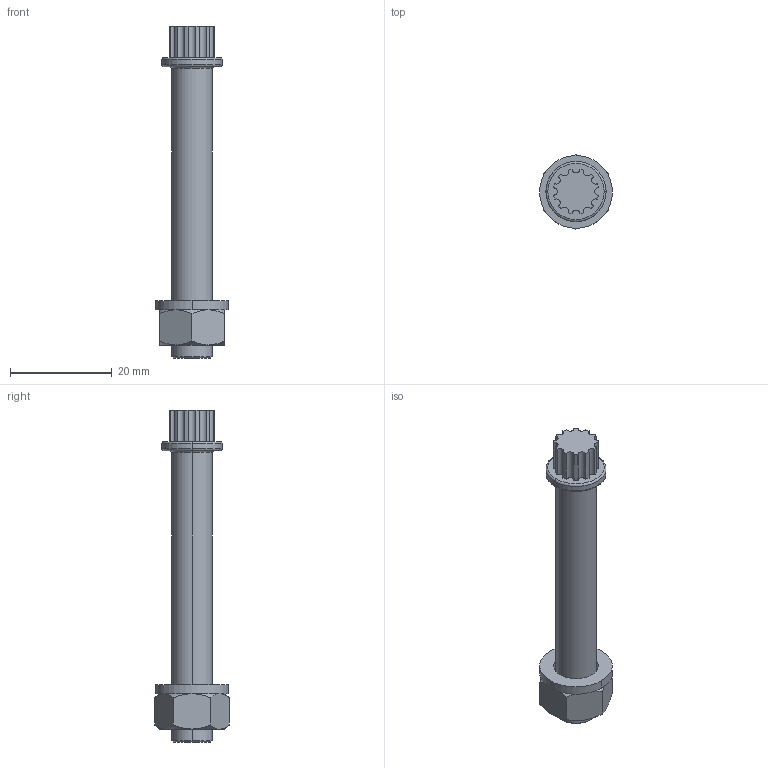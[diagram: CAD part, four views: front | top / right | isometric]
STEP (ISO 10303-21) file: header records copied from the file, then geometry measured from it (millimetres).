
FILE_DESCRIPTION (( 'STEP AP203' ), '1' );
FILE_NAME ('190064 rev A.STEP', '2011-08-22T19:48:41', ( '' ), ( '' ), 'SwSTEP 2.0', 'SolidWorks 2010', '' );
FILE_SCHEMA (( 'CONFIG_CONTROL_DESIGN' ));
Length unit declared in the file: inch
Products named in the file (1): 190064 rev A
Bounding box: 14.27 x 14.66 x 65.15 mm (x, y, z)
Surface area: 2717.2 mm2 (no closed solid volume)
Topology: 0 solids, 3 shells, 71 faces, 173 edges, 110 vertices
Faces by surface type: cylinder 37, cone 14, plane 14, torus 6
Entity records: 2304 total; most frequent: CARTESIAN_POINT 507, DIRECTION 397, ORIENTED_EDGE 342, AXIS2_PLACEMENT_3D 176, EDGE_CURVE 173, VERTEX_POINT 110, CIRCLE 104, EDGE_LOOP 77
